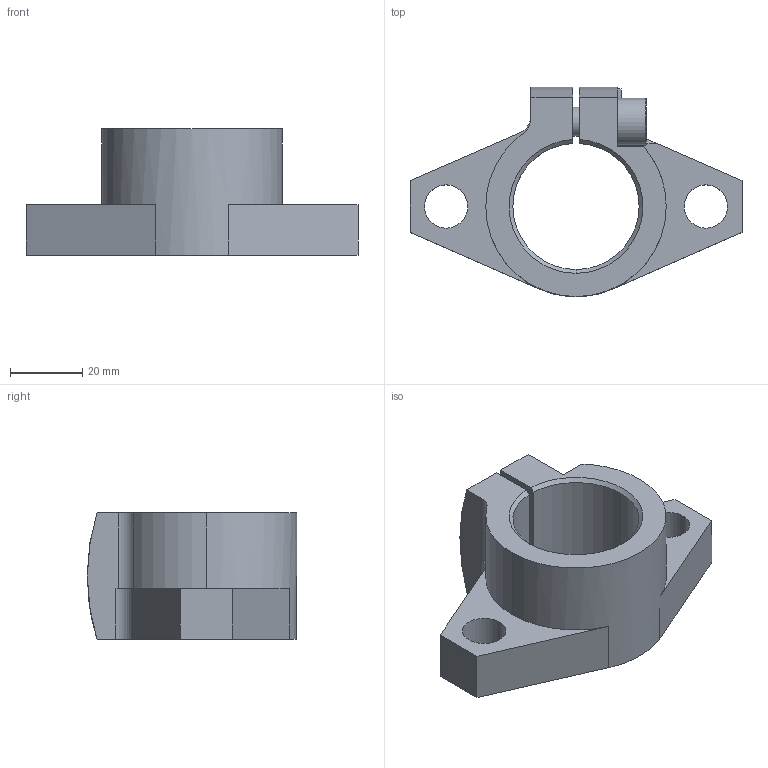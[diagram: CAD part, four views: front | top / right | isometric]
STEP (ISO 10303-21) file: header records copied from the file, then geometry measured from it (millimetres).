
FILE_DESCRIPTION(('STEP AP214'),'1');
FILE_NAME('support_shf35.stp','2017-06-29T18:12:18',('TraceParts'),('TraceParts S.A.'),'Spatial InterOp 3D',' ',' ');
FILE_SCHEMA(('automotive_design'));
Length unit declared in the file: millimetre
Products named in the file (1): support_shf35
Bounding box: 92 x 58 x 35 mm (x, y, z)
Volume: 54821.4 mm3; surface area: 17417.1 mm2
Topology: 1 solids, 1 shells, 51 faces, 142 edges, 95 vertices
Faces by surface type: plane 25, cylinder 20, cone 4, torus 2
Entity records: 2114 total; most frequent: CARTESIAN_POINT 323, DIRECTION 296, ORIENTED_EDGE 284, EDGE_CURVE 142, AXIS2_PLACEMENT_3D 108, VERTEX_POINT 95, LINE 80, VECTOR 80
